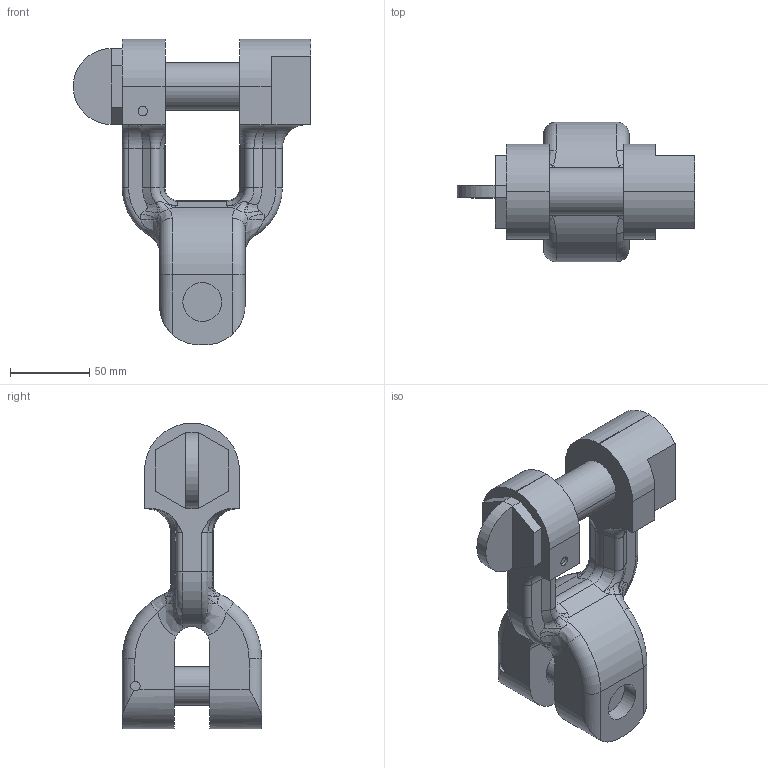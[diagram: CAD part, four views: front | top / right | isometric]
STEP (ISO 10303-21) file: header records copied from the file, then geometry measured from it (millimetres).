
FILE_DESCRIPTION((''),'2;1');
FILE_NAME('4VV-GSCH20','2005-01-19T',('jakubetz'),(''),'PRO/ENGINEER BY PARAMETRIC TECHNOLOGY CORPORATION, 2001400','PRO/ENGINEER BY PARAMETRIC TECHNOLOGY CORPORATION, 2001400','');
FILE_SCHEMA(('CONFIG_CONTROL_DESIGN'));
Length unit declared in the file: millimetre
Products named in the file (1): 4VV-GSCH20
Bounding box: 150 x 88 x 192.88 mm (x, y, z)
Volume: 604984.6 mm3; surface area: 74085.8 mm2
Topology: 1 solids, 1 shells, 497 faces, 1329 edges, 854 vertices
Faces by surface type: plane 357, cylinder 66, bspline 40, torus 26, cone 8
Entity records: 16776 total; most frequent: CARTESIAN_POINT 4669, ORIENTED_EDGE 2658, DIRECTION 2257, EDGE_CURVE 1329, VECTOR 1019, LINE 1019, VERTEX_POINT 854, AXIS2_PLACEMENT_3D 619
